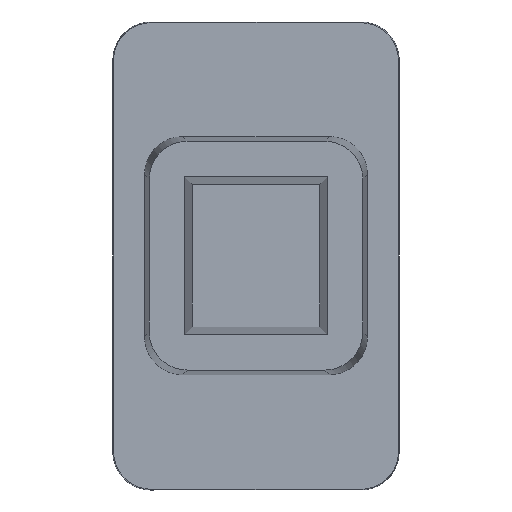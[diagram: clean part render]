
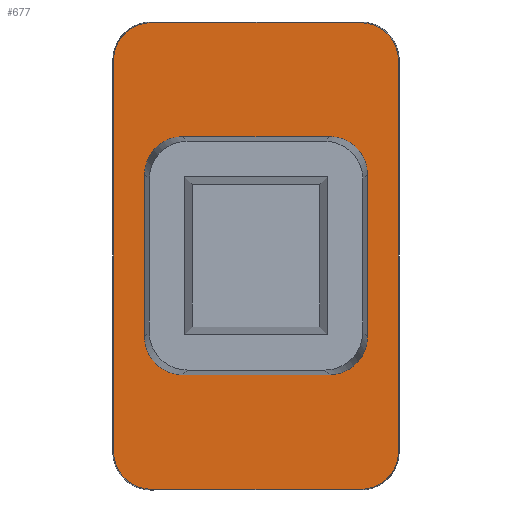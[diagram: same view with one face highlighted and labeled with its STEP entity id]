
A CAD part, front view. The second image highlights one B-rep face of the part: STEP entity #677.
In plain terms, the highlighted planar face has unit normal (0, -1, 0).
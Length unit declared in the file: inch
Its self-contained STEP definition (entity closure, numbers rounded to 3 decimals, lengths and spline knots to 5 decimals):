
#16=FACE_BOUND('',#271,.T.);
#28=PLANE('',#762);
#47=ELLIPSE('',#745,0.03938,0.03937);
#48=ELLIPSE('',#747,0.03938,0.03937);
#49=ELLIPSE('',#749,0.03938,0.03937);
#50=ELLIPSE('',#753,0.03938,0.03937);
#51=ELLIPSE('',#763,0.03938,0.03937);
#52=ELLIPSE('',#764,0.03938,0.03937);
#53=ELLIPSE('',#765,0.03938,0.03937);
#54=ELLIPSE('',#766,0.03938,0.03937);
#80=LINE('',#1076,#144);
#82=LINE('',#1081,#146);
#85=LINE('',#1087,#149);
#93=LINE('',#1111,#157);
#95=LINE('',#1123,#159);
#96=LINE('',#1127,#160);
#97=LINE('',#1131,#161);
#98=LINE('',#1135,#162);
#144=VECTOR('',#865,0.40484);
#146=VECTOR('',#869,0.40484);
#149=VECTOR('',#874,0.21655);
#157=VECTOR('',#906,0.21655);
#159=VECTOR('',#924,0.16793);
#160=VECTOR('',#927,0.15218);
#161=VECTOR('',#930,0.16793);
#162=VECTOR('',#933,0.15218);
#228=FACE_OUTER_BOUND('',#270,.T.);
#270=EDGE_LOOP('',(#565,#566,#567,#568,#569,#570,#571,#572));
#271=EDGE_LOOP('',(#573,#574,#575,#576,#577,#578,#579,#580));
#326=VERTEX_POINT('',#1073);
#327=VERTEX_POINT('',#1075);
#328=VERTEX_POINT('',#1079);
#329=VERTEX_POINT('',#1080);
#330=VERTEX_POINT('',#1085);
#331=VERTEX_POINT('',#1086);
#333=VERTEX_POINT('',#1097);
#334=VERTEX_POINT('',#1101);
#336=VERTEX_POINT('',#1121);
#337=VERTEX_POINT('',#1122);
#338=VERTEX_POINT('',#1124);
#339=VERTEX_POINT('',#1126);
#340=VERTEX_POINT('',#1128);
#341=VERTEX_POINT('',#1130);
#342=VERTEX_POINT('',#1132);
#343=VERTEX_POINT('',#1134);
#397=EDGE_CURVE('',#326,#327,#80,.T.);
#399=EDGE_CURVE('',#328,#329,#82,.T.);
#402=EDGE_CURVE('',#330,#331,#85,.T.);
#407=EDGE_CURVE('',#327,#330,#47,.T.);
#408=EDGE_CURVE('',#329,#333,#48,.T.);
#411=EDGE_CURVE('',#334,#326,#49,.T.);
#414=EDGE_CURVE('',#331,#328,#50,.T.);
#415=EDGE_CURVE('',#333,#334,#93,.T.);
#420=EDGE_CURVE('',#336,#337,#95,.T.);
#421=EDGE_CURVE('',#338,#336,#51,.T.);
#422=EDGE_CURVE('',#339,#338,#96,.T.);
#423=EDGE_CURVE('',#340,#339,#52,.T.);
#424=EDGE_CURVE('',#341,#340,#97,.T.);
#425=EDGE_CURVE('',#342,#341,#53,.T.);
#426=EDGE_CURVE('',#343,#342,#98,.T.);
#427=EDGE_CURVE('',#337,#343,#54,.T.);
#565=ORIENTED_EDGE('',*,*,#414,.F.);
#566=ORIENTED_EDGE('',*,*,#402,.F.);
#567=ORIENTED_EDGE('',*,*,#407,.F.);
#568=ORIENTED_EDGE('',*,*,#397,.F.);
#569=ORIENTED_EDGE('',*,*,#411,.F.);
#570=ORIENTED_EDGE('',*,*,#415,.F.);
#571=ORIENTED_EDGE('',*,*,#408,.F.);
#572=ORIENTED_EDGE('',*,*,#399,.F.);
#573=ORIENTED_EDGE('',*,*,#420,.F.);
#574=ORIENTED_EDGE('',*,*,#421,.F.);
#575=ORIENTED_EDGE('',*,*,#422,.F.);
#576=ORIENTED_EDGE('',*,*,#423,.F.);
#577=ORIENTED_EDGE('',*,*,#424,.F.);
#578=ORIENTED_EDGE('',*,*,#425,.F.);
#579=ORIENTED_EDGE('',*,*,#426,.F.);
#580=ORIENTED_EDGE('',*,*,#427,.F.);
#677=ADVANCED_FACE('',(#228,#16),#28,.F.);
#745=AXIS2_PLACEMENT_3D('',#1095,#883,#884);
#747=AXIS2_PLACEMENT_3D('',#1098,#887,#888);
#749=AXIS2_PLACEMENT_3D('',#1103,#893,#894);
#753=AXIS2_PLACEMENT_3D('',#1109,#902,#903);
#762=AXIS2_PLACEMENT_3D('',#1120,#922,#923);
#763=AXIS2_PLACEMENT_3D('',#1125,#925,#926);
#764=AXIS2_PLACEMENT_3D('',#1129,#928,#929);
#765=AXIS2_PLACEMENT_3D('',#1133,#931,#932);
#766=AXIS2_PLACEMENT_3D('',#1136,#934,#935);
#865=DIRECTION('',(0.,0.,-1.));
#869=DIRECTION('',(0.,0.,1.));
#874=DIRECTION('',(-1.,0.,0.));
#883=DIRECTION('center_axis',(0.,1.,0.));
#884=DIRECTION('ref_axis',(0.707,0.,-0.707));
#887=DIRECTION('center_axis',(0.,1.,0.));
#888=DIRECTION('ref_axis',(0.707,0.,-0.707));
#893=DIRECTION('center_axis',(0.,1.,0.));
#894=DIRECTION('ref_axis',(-0.707,0.,-0.707));
#902=DIRECTION('center_axis',(0.,1.,0.));
#903=DIRECTION('ref_axis',(-0.707,0.,-0.707));
#906=DIRECTION('',(1.,0.,0.));
#922=DIRECTION('center_axis',(0.,1.,0.));
#923=DIRECTION('ref_axis',(0.,0.,1.));
#924=DIRECTION('',(0.,0.,1.));
#925=DIRECTION('center_axis',(0.,-1.,0.));
#926=DIRECTION('ref_axis',(0.707,0.,-0.707));
#927=DIRECTION('',(1.,0.,0.));
#928=DIRECTION('center_axis',(0.,-1.,0.));
#929=DIRECTION('ref_axis',(-0.707,0.,-0.707));
#930=DIRECTION('',(0.,0.,-1.));
#931=DIRECTION('center_axis',(0.,-1.,0.));
#932=DIRECTION('ref_axis',(0.707,0.,-0.707));
#933=DIRECTION('',(-1.,0.,0.));
#934=DIRECTION('center_axis',(0.,-1.,0.));
#935=DIRECTION('ref_axis',(-0.707,0.,-0.707));
#1073=CARTESIAN_POINT('',(-0.0433,0.76378,0.10956));
#1075=CARTESIAN_POINT('',(-0.0433,0.76378,-0.29528));
#1076=CARTESIAN_POINT('',(-0.0433,0.76378,0.10956));
#1079=CARTESIAN_POINT('',(-0.33859,0.76378,-0.29528));
#1080=CARTESIAN_POINT('',(-0.33859,0.76378,0.10956));
#1081=CARTESIAN_POINT('',(-0.33859,0.76378,-0.29528));
#1085=CARTESIAN_POINT('',(-0.08267,0.76378,-0.33465));
#1086=CARTESIAN_POINT('',(-0.29922,0.76378,-0.33465));
#1087=CARTESIAN_POINT('',(-0.08267,0.76378,-0.33465));
#1095=CARTESIAN_POINT('Origin',(-0.08268,0.76378,-0.29527));
#1097=CARTESIAN_POINT('',(-0.29922,0.76378,0.14892));
#1098=CARTESIAN_POINT('Origin',(-0.29921,0.76378,0.10954));
#1101=CARTESIAN_POINT('',(-0.08267,0.76378,0.14892));
#1103=CARTESIAN_POINT('Origin',(-0.08268,0.76378,0.10954));
#1109=CARTESIAN_POINT('Origin',(-0.29921,0.76378,-0.29527));
#1111=CARTESIAN_POINT('',(-0.29922,0.76378,0.14892));
#1120=CARTESIAN_POINT('Origin',(-0.30709,0.76378,0.0315));
#1121=CARTESIAN_POINT('',(-0.07549,0.76378,-0.17648));
#1122=CARTESIAN_POINT('',(-0.07549,0.76378,-0.00856));
#1123=CARTESIAN_POINT('',(-0.07549,0.76378,-0.17648));
#1124=CARTESIAN_POINT('',(-0.11485,0.76378,-0.21585));
#1125=CARTESIAN_POINT('Origin',(-0.11487,0.76378,-0.17647));
#1126=CARTESIAN_POINT('',(-0.26704,0.76378,-0.21585));
#1127=CARTESIAN_POINT('',(-0.26704,0.76378,-0.21585));
#1128=CARTESIAN_POINT('',(-0.3064,0.76378,-0.17648));
#1129=CARTESIAN_POINT('Origin',(-0.26702,0.76378,-0.17647));
#1130=CARTESIAN_POINT('',(-0.3064,0.76378,-0.00856));
#1131=CARTESIAN_POINT('',(-0.3064,0.76378,-0.00856));
#1132=CARTESIAN_POINT('',(-0.26704,0.76378,0.03081));
#1133=CARTESIAN_POINT('Origin',(-0.26702,0.76378,-0.00857));
#1134=CARTESIAN_POINT('',(-0.11485,0.76378,0.03081));
#1135=CARTESIAN_POINT('',(-0.11485,0.76378,0.03081));
#1136=CARTESIAN_POINT('Origin',(-0.11487,0.76378,-0.00857));
